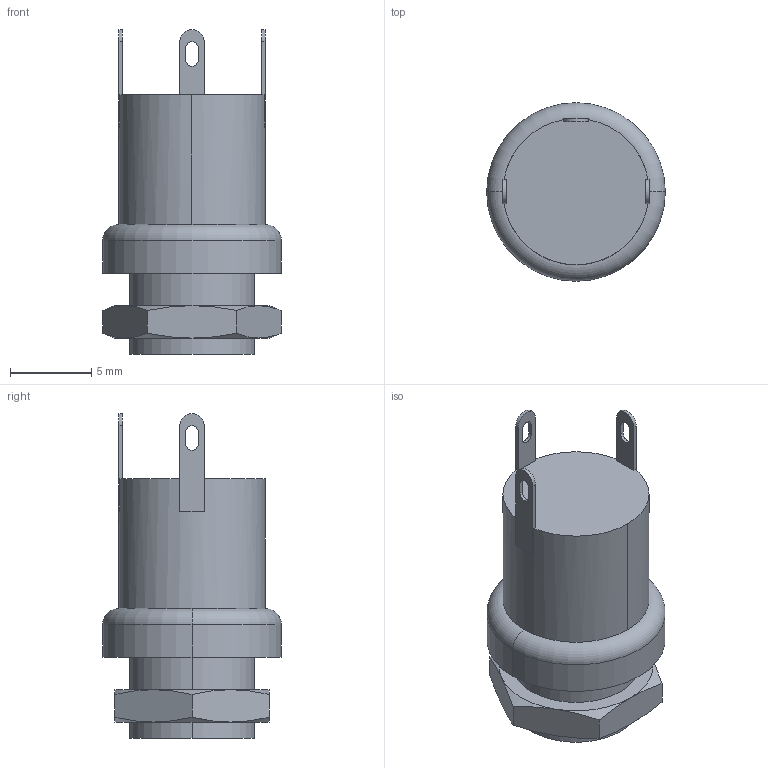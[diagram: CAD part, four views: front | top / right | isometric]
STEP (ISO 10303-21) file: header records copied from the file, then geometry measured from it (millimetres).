
FILE_DESCRIPTION(('FreeCAD Model'),'2;1');
FILE_NAME('DC_JACK_163-MJ21-EX.step','2020-12-25T13:48:52',( 'kicad StepUp'),('ksu MCAD'),'Open CASCADE STEP processor 7.4', 'FreeCAD','Unknown');
FILE_SCHEMA(('AUTOMOTIVE_DESIGN { 1 0 10303 214 1 1 1 1 }'));
Length unit declared in the file: millimetre
Products named in the file (1): DC_JACK_163-MJ21-EX
Bounding box: 11 x 11 x 20 mm (x, y, z)
Volume: 968.6 mm3; surface area: 848 mm2
Topology: 1 solids, 1 shells, 73 faces, 181 edges, 113 vertices
Faces by surface type: plane 36, cylinder 21, cone 12, torus 2, sphere 2
Entity records: 2806 total; most frequent: CARTESIAN_POINT 522, DIRECTION 371, ORIENTED_EDGE 358, EDGE_CURVE 179, AXIS2_PLACEMENT_3D 142, VERTEX_POINT 113, LINE 87, VECTOR 87
